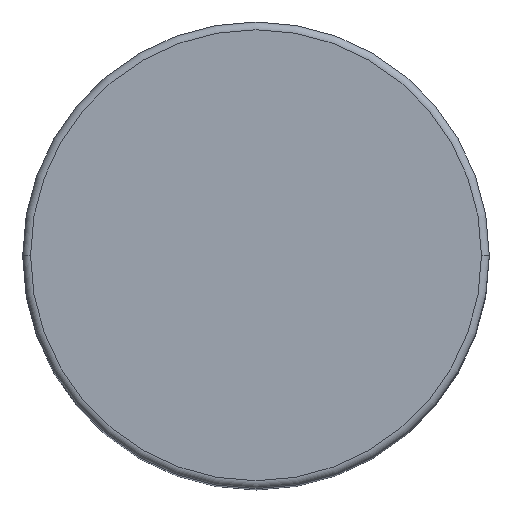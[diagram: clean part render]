
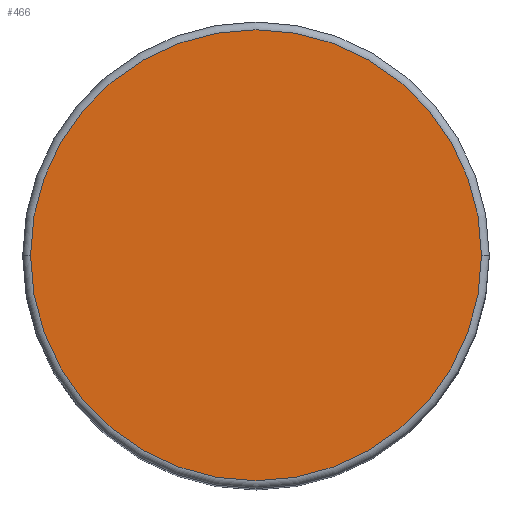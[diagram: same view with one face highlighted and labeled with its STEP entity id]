
A CAD part, top view. The second image highlights one B-rep face of the part: STEP entity #466.
In plain terms, the highlighted planar face has unit normal (0, 0, 1).
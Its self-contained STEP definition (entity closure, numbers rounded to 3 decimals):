
#78=CARTESIAN_POINT('',(0.,0.,0.));
#79=DIRECTION('',(0.,0.,-1.));
#80=DIRECTION('',(1.,0.,0.));
#81=AXIS2_PLACEMENT_3D('',#78,#79,#80);
#87=CARTESIAN_POINT('',(0.,0.,0.));
#88=DIRECTION('',(0.,0.,-1.));
#89=DIRECTION('',(-1.,0.,0.));
#90=AXIS2_PLACEMENT_3D('',#87,#88,#89);
#403=CARTESIAN_POINT('',(14.5,0.,0.));
#404=CARTESIAN_POINT('',(-14.5,0.,0.));
#405=VERTEX_POINT('',#403);
#406=VERTEX_POINT('',#404);
#455=CARTESIAN_POINT('',(0.,0.,0.));
#456=DIRECTION('',(0.,0.,1.));
#457=DIRECTION('',(1.,0.,0.));
#458=AXIS2_PLACEMENT_3D('',#455,#456,#457);
#459=PLANE('',#458);
#461=ORIENTED_EDGE('',*,*,#460,.T.);
#463=ORIENTED_EDGE('',*,*,#462,.T.);
#464=EDGE_LOOP('',(#461,#463));
#465=FACE_OUTER_BOUND('',#464,.F.);
#466=ADVANCED_FACE('',(#465),#459,.T.);
#82=CIRCLE('',#81,14.5);
#91=CIRCLE('',#90,14.5);
#460=EDGE_CURVE('',#405,#406,#82,.T.);
#462=EDGE_CURVE('',#406,#405,#91,.T.);
